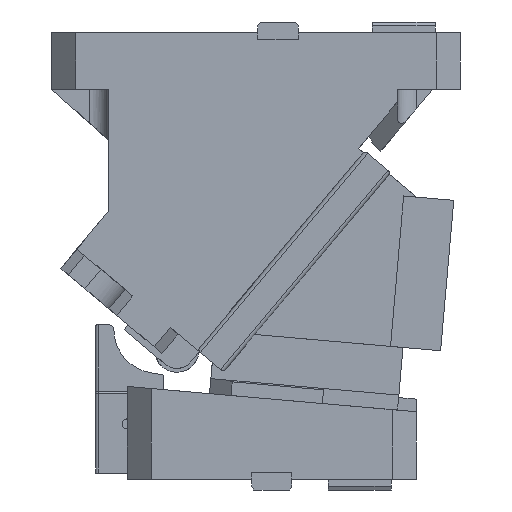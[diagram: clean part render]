
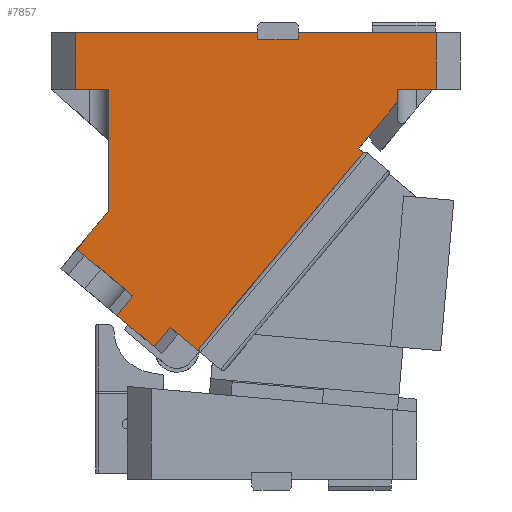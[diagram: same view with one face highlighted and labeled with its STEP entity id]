
A CAD part, front view. The second image highlights one B-rep face of the part: STEP entity #7857.
In plain terms, the highlighted planar face has unit normal (0, -1, 0).
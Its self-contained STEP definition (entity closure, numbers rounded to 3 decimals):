
#524=CARTESIAN_POINT('Vertex',(34.464,-60.,120.666)) ;
#527=CARTESIAN_POINT('Line Origine',(28.036,-60.,113.005)) ;
#531=CARTESIAN_POINT('Vertex',(21.608,-60.,105.345)) ;
#1225=CARTESIAN_POINT('Vertex',(104.,-60.,355.)) ;
#1228=CARTESIAN_POINT('Line Origine',(104.,-60.,352.25)) ;
#1232=CARTESIAN_POINT('Vertex',(104.,-60.,349.5)) ;
#1275=CARTESIAN_POINT('Line Origine',(120.,-60.,349.5)) ;
#1279=CARTESIAN_POINT('Vertex',(136.,-60.,349.5)) ;
#1294=CARTESIAN_POINT('Line Origine',(136.,-60.,352.25)) ;
#1298=CARTESIAN_POINT('Vertex',(136.,-60.,355.)) ;
#1404=CARTESIAN_POINT('Vertex',(-40.858,-60.,310.)) ;
#1407=CARTESIAN_POINT('Line Origine',(-40.858,-60.,332.5)) ;
#1411=CARTESIAN_POINT('Vertex',(-40.858,-60.,355.)) ;
#3282=CARTESIAN_POINT('Vertex',(-8.267,-60.,130.413)) ;
#3285=CARTESIAN_POINT('Line Origine',(-1.839,-60.,138.074)) ;
#3289=CARTESIAN_POINT('Vertex',(4.588,-60.,145.734)) ;
#4974=CARTESIAN_POINT('Vertex',(183.854,-60.,262.92)) ;
#4979=CARTESIAN_POINT('Line Origine',(185.769,-60.,261.313)) ;
#4983=CARTESIAN_POINT('Vertex',(187.684,-60.,259.706)) ;
#5100=CARTESIAN_POINT('Vertex',(215.,-60.,300.038)) ;
#5103=CARTESIAN_POINT('Line Origine',(199.427,-60.,281.479)) ;
#5141=CARTESIAN_POINT('Vertex',(215.,-60.,310.)) ;
#5146=CARTESIAN_POINT('Line Origine',(215.,-60.,305.019)) ;
#6070=CARTESIAN_POINT('Vertex',(-39.842,-60.,183.016)) ;
#6075=CARTESIAN_POINT('Line Origine',(-27.421,-60.,197.819)) ;
#6079=CARTESIAN_POINT('Vertex',(-15.,-60.,212.622)) ;
#6231=CARTESIAN_POINT('Line Origine',(-15.,-60.,261.311)) ;
#6235=CARTESIAN_POINT('Vertex',(-15.,-60.,310.)) ;
#6407=CARTESIAN_POINT('Line Origine',(-27.929,-60.,310.)) ;
#7361=CARTESIAN_POINT('Line Origine',(190.929,-60.,355.)) ;
#7365=CARTESIAN_POINT('Vertex',(245.858,-60.,355.)) ;
#7385=CARTESIAN_POINT('Line Origine',(31.571,-60.,355.)) ;
#7692=CARTESIAN_POINT('Line Origine',(230.429,-60.,310.)) ;
#7696=CARTESIAN_POINT('Vertex',(245.858,-60.,310.)) ;
#7772=CARTESIAN_POINT('Line Origine',(245.858,-60.,332.5)) ;
#7784=CARTESIAN_POINT('Axis2P3D Location',(148.87,-60.,273.506)) ;
#7789=CARTESIAN_POINT('Line Origine',(-20.691,-60.,166.946)) ;
#7793=CARTESIAN_POINT('Vertex',(-1.54,-60.,150.877)) ;
#7796=CARTESIAN_POINT('Line Origine',(1.524,-60.,148.306)) ;
#7801=CARTESIAN_POINT('Line Origine',(6.671,-60.,117.879)) ;
#7806=CARTESIAN_POINT('Line Origine',(35.613,-60.,119.701)) ;
#7810=CARTESIAN_POINT('Vertex',(36.762,-60.,118.737)) ;
#7813=CARTESIAN_POINT('Line Origine',(46.338,-60.,110.702)) ;
#7817=CARTESIAN_POINT('Vertex',(55.913,-60.,102.668)) ;
#7820=CARTESIAN_POINT('Line Origine',(120.192,-60.,179.272)) ;
#7824=CARTESIAN_POINT('Vertex',(184.471,-60.,255.876)) ;
#7827=CARTESIAN_POINT('Line Origine',(186.078,-60.,257.791)) ;
#528=DIRECTION('Vector Direction',(0.643,0.,0.766)) ;
#1229=DIRECTION('Vector Direction',(0.,0.,1.)) ;
#1276=DIRECTION('Vector Direction',(1.,0.,0.)) ;
#1295=DIRECTION('Vector Direction',(0.,0.,-1.)) ;
#1408=DIRECTION('Vector Direction',(0.,0.,1.)) ;
#3286=DIRECTION('Vector Direction',(-0.643,0.,-0.766)) ;
#4980=DIRECTION('Vector Direction',(-0.766,0.,0.643)) ;
#5104=DIRECTION('Vector Direction',(0.643,0.,0.766)) ;
#5147=DIRECTION('Vector Direction',(0.,0.,-1.)) ;
#6076=DIRECTION('Vector Direction',(-0.643,0.,-0.766)) ;
#6232=DIRECTION('Vector Direction',(0.,0.,1.)) ;
#6408=DIRECTION('Vector Direction',(1.,0.,0.)) ;
#7362=DIRECTION('Vector Direction',(-1.,0.,0.)) ;
#7386=DIRECTION('Vector Direction',(-1.,0.,0.)) ;
#7693=DIRECTION('Vector Direction',(1.,0.,0.)) ;
#7773=DIRECTION('Vector Direction',(0.,0.,1.)) ;
#7785=DIRECTION('Axis2P3D Direction',(0.,-1.,0.)) ;
#7786=DIRECTION('Axis2P3D XDirection',(1.,0.,0.)) ;
#7790=DIRECTION('Vector Direction',(-0.766,0.,0.643)) ;
#7797=DIRECTION('Vector Direction',(0.766,0.,-0.643)) ;
#7802=DIRECTION('Vector Direction',(0.766,0.,-0.643)) ;
#7807=DIRECTION('Vector Direction',(0.766,0.,-0.643)) ;
#7814=DIRECTION('Vector Direction',(-0.766,0.,0.643)) ;
#7821=DIRECTION('Vector Direction',(0.643,0.,0.766)) ;
#7828=DIRECTION('Vector Direction',(-0.643,0.,-0.766)) ;
#7787=AXIS2_PLACEMENT_3D('Plane Axis2P3D',#7784,#7785,#7786) ;
#7833=ORIENTED_EDGE('',*,*,#6237,.F.) ;
#7834=ORIENTED_EDGE('',*,*,#6081,.T.) ;
#7835=ORIENTED_EDGE('',*,*,#7795,.F.) ;
#7836=ORIENTED_EDGE('',*,*,#7800,.T.) ;
#7837=ORIENTED_EDGE('',*,*,#3291,.F.) ;
#7838=ORIENTED_EDGE('',*,*,#7805,.T.) ;
#7839=ORIENTED_EDGE('',*,*,#533,.F.) ;
#7840=ORIENTED_EDGE('',*,*,#7812,.T.) ;
#7841=ORIENTED_EDGE('',*,*,#7819,.F.) ;
#7842=ORIENTED_EDGE('',*,*,#7826,.T.) ;
#7843=ORIENTED_EDGE('',*,*,#7831,.T.) ;
#7844=ORIENTED_EDGE('',*,*,#4985,.T.) ;
#7845=ORIENTED_EDGE('',*,*,#5107,.T.) ;
#7846=ORIENTED_EDGE('',*,*,#5150,.F.) ;
#7847=ORIENTED_EDGE('',*,*,#7698,.T.) ;
#7848=ORIENTED_EDGE('',*,*,#7776,.T.) ;
#7849=ORIENTED_EDGE('',*,*,#7367,.T.) ;
#7850=ORIENTED_EDGE('',*,*,#1300,.T.) ;
#7851=ORIENTED_EDGE('',*,*,#1281,.F.) ;
#7852=ORIENTED_EDGE('',*,*,#1234,.T.) ;
#7853=ORIENTED_EDGE('',*,*,#7389,.T.) ;
#7854=ORIENTED_EDGE('',*,*,#1413,.F.) ;
#7855=ORIENTED_EDGE('',*,*,#6411,.T.) ;
#529=VECTOR('Line Direction',#528,1.) ;
#1230=VECTOR('Line Direction',#1229,1.) ;
#1277=VECTOR('Line Direction',#1276,1.) ;
#1296=VECTOR('Line Direction',#1295,1.) ;
#1409=VECTOR('Line Direction',#1408,1.) ;
#3287=VECTOR('Line Direction',#3286,1.) ;
#4981=VECTOR('Line Direction',#4980,1.) ;
#5105=VECTOR('Line Direction',#5104,1.) ;
#5148=VECTOR('Line Direction',#5147,1.) ;
#6077=VECTOR('Line Direction',#6076,1.) ;
#6233=VECTOR('Line Direction',#6232,1.) ;
#6409=VECTOR('Line Direction',#6408,1.) ;
#7363=VECTOR('Line Direction',#7362,1.) ;
#7387=VECTOR('Line Direction',#7386,1.) ;
#7694=VECTOR('Line Direction',#7693,1.) ;
#7774=VECTOR('Line Direction',#7773,1.) ;
#7791=VECTOR('Line Direction',#7790,1.) ;
#7798=VECTOR('Line Direction',#7797,1.) ;
#7803=VECTOR('Line Direction',#7802,1.) ;
#7808=VECTOR('Line Direction',#7807,1.) ;
#7815=VECTOR('Line Direction',#7814,1.) ;
#7822=VECTOR('Line Direction',#7821,1.) ;
#7829=VECTOR('Line Direction',#7828,1.) ;
#7857=ADVANCED_FACE('CAM HOLDER',(#7856),#7788,.T.) ;
#533=EDGE_CURVE('',#525,#532,#530,.F.) ;
#1234=EDGE_CURVE('',#1233,#1226,#1231,.T.) ;
#1281=EDGE_CURVE('',#1233,#1280,#1278,.T.) ;
#1300=EDGE_CURVE('',#1299,#1280,#1297,.T.) ;
#1413=EDGE_CURVE('',#1405,#1412,#1410,.T.) ;
#3291=EDGE_CURVE('',#3283,#3290,#3288,.F.) ;
#4985=EDGE_CURVE('',#4984,#4975,#4982,.T.) ;
#5107=EDGE_CURVE('',#4975,#5101,#5106,.T.) ;
#5150=EDGE_CURVE('',#5142,#5101,#5149,.T.) ;
#6081=EDGE_CURVE('',#6080,#6071,#6078,.T.) ;
#6237=EDGE_CURVE('',#6080,#6236,#6234,.T.) ;
#6411=EDGE_CURVE('',#1405,#6236,#6410,.T.) ;
#7367=EDGE_CURVE('',#7366,#1299,#7364,.T.) ;
#7389=EDGE_CURVE('',#1226,#1412,#7388,.T.) ;
#7698=EDGE_CURVE('',#5142,#7697,#7695,.T.) ;
#7776=EDGE_CURVE('',#7697,#7366,#7775,.T.) ;
#7795=EDGE_CURVE('',#7794,#6071,#7792,.T.) ;
#7800=EDGE_CURVE('',#7794,#3290,#7799,.T.) ;
#7805=EDGE_CURVE('',#3283,#532,#7804,.T.) ;
#7812=EDGE_CURVE('',#525,#7811,#7809,.T.) ;
#7819=EDGE_CURVE('',#7818,#7811,#7816,.T.) ;
#7826=EDGE_CURVE('',#7818,#7825,#7823,.T.) ;
#7831=EDGE_CURVE('',#7825,#4984,#7830,.F.) ;
#7832=EDGE_LOOP('',(#7833,#7834,#7835,#7836,#7837,#7838,#7839,#7840,#7841,#7842,#7843,#7844,#7845,#7846,#7847,#7848,#7849,#7850,#7851,#7852,#7853,#7854,#7855)) ;
#7856=FACE_OUTER_BOUND('',#7832,.T.) ;
#530=LINE('Line',#527,#529) ;
#1231=LINE('Line',#1228,#1230) ;
#1278=LINE('Line',#1275,#1277) ;
#1297=LINE('Line',#1294,#1296) ;
#1410=LINE('Line',#1407,#1409) ;
#3288=LINE('Line',#3285,#3287) ;
#4982=LINE('Line',#4979,#4981) ;
#5106=LINE('Line',#5103,#5105) ;
#5149=LINE('Line',#5146,#5148) ;
#6078=LINE('Line',#6075,#6077) ;
#6234=LINE('Line',#6231,#6233) ;
#6410=LINE('Line',#6407,#6409) ;
#7364=LINE('Line',#7361,#7363) ;
#7388=LINE('Line',#7385,#7387) ;
#7695=LINE('Line',#7692,#7694) ;
#7775=LINE('Line',#7772,#7774) ;
#7792=LINE('Line',#7789,#7791) ;
#7799=LINE('Line',#7796,#7798) ;
#7804=LINE('Line',#7801,#7803) ;
#7809=LINE('Line',#7806,#7808) ;
#7816=LINE('Line',#7813,#7815) ;
#7823=LINE('Line',#7820,#7822) ;
#7830=LINE('Line',#7827,#7829) ;
#7788=PLANE('Plane',#7787) ;
#525=VERTEX_POINT('',#524) ;
#532=VERTEX_POINT('',#531) ;
#1226=VERTEX_POINT('',#1225) ;
#1233=VERTEX_POINT('',#1232) ;
#1280=VERTEX_POINT('',#1279) ;
#1299=VERTEX_POINT('',#1298) ;
#1405=VERTEX_POINT('',#1404) ;
#1412=VERTEX_POINT('',#1411) ;
#3283=VERTEX_POINT('',#3282) ;
#3290=VERTEX_POINT('',#3289) ;
#4975=VERTEX_POINT('',#4974) ;
#4984=VERTEX_POINT('',#4983) ;
#5101=VERTEX_POINT('',#5100) ;
#5142=VERTEX_POINT('',#5141) ;
#6071=VERTEX_POINT('',#6070) ;
#6080=VERTEX_POINT('',#6079) ;
#6236=VERTEX_POINT('',#6235) ;
#7366=VERTEX_POINT('',#7365) ;
#7697=VERTEX_POINT('',#7696) ;
#7794=VERTEX_POINT('',#7793) ;
#7811=VERTEX_POINT('',#7810) ;
#7818=VERTEX_POINT('',#7817) ;
#7825=VERTEX_POINT('',#7824) ;
